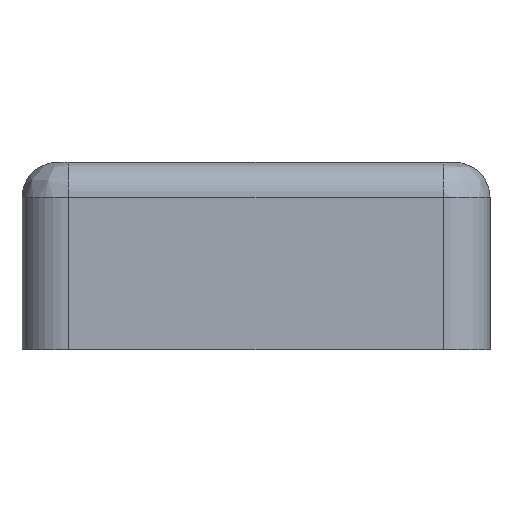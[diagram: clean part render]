
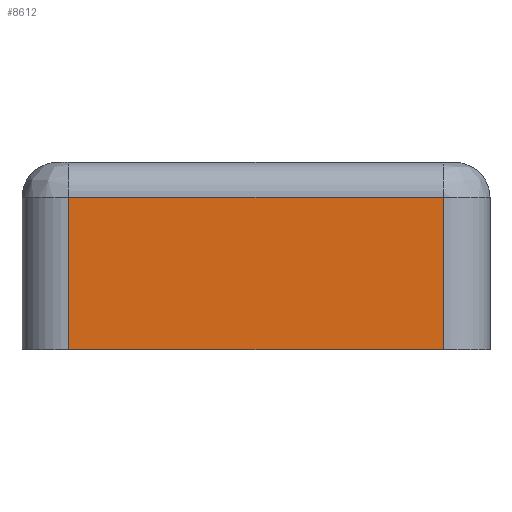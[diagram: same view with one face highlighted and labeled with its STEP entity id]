
A CAD part, front view. The second image highlights one B-rep face of the part: STEP entity #8612.
In plain terms, the highlighted planar face has unit normal (0, -1, 0).
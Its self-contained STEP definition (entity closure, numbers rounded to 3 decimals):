
#38 = LINE ( 'NONE', #3386, #6240 ) ;
#292 = DIRECTION ( 'NONE',  ( 0., 0., -1. ) ) ;
#1194 = DIRECTION ( 'NONE',  ( -1., 0., 0. ) ) ;
#1750 = CARTESIAN_POINT ( 'NONE',  ( -16., -40., 16. ) ) ;
#1972 = LINE ( 'NONE', #7272, #4330 ) ;
#2153 = CARTESIAN_POINT ( 'NONE',  ( -16., -40., 13. ) ) ;
#3386 = CARTESIAN_POINT ( 'NONE',  ( 20., -40., 13. ) ) ;
#4330 = VECTOR ( 'NONE', #292, 1000. ) ;
#4700 = CARTESIAN_POINT ( 'NONE',  ( -20., -40., 16. ) ) ;
#5183 = VECTOR ( 'NONE', #1194, 1000. ) ;
#5261 = EDGE_CURVE ( 'NONE', #7134, #13872, #6111, .T. ) ;
#5779 = CARTESIAN_POINT ( 'NONE',  ( 16., -40., 0. ) ) ;
#5845 = CARTESIAN_POINT ( 'NONE',  ( -20., -40., 0. ) ) ;
#5847 = PLANE ( 'NONE',  #12365 ) ;
#5903 = DIRECTION ( 'NONE',  ( 0., 0., 1. ) ) ;
#6111 = LINE ( 'NONE', #1750, #11949 ) ;
#6240 = VECTOR ( 'NONE', #11571, 1000. ) ;
#6421 = VERTEX_POINT ( 'NONE', #5779 ) ;
#6444 = ORIENTED_EDGE ( 'NONE', *, *, #14055, .F. ) ;
#7134 = VERTEX_POINT ( 'NONE', #8558 ) ;
#7272 = CARTESIAN_POINT ( 'NONE',  ( 16., -40., 16. ) ) ;
#8276 = LINE ( 'NONE', #5845, #5183 ) ;
#8405 = CARTESIAN_POINT ( 'NONE',  ( 16., -40., 13. ) ) ;
#8480 = EDGE_CURVE ( 'NONE', #13872, #13589, #38, .T. ) ;
#8558 = CARTESIAN_POINT ( 'NONE',  ( -16., -40., 0. ) ) ;
#8612 = ADVANCED_FACE ( 'NONE', ( #14083 ), #5847, .F. ) ;
#9475 = EDGE_CURVE ( 'NONE', #13589, #6421, #1972, .T. ) ;
#11571 = DIRECTION ( 'NONE',  ( 1., 0., 0. ) ) ;
#11949 = VECTOR ( 'NONE', #13440, 1000. ) ;
#12350 = ORIENTED_EDGE ( 'NONE', *, *, #9475, .F. ) ;
#12365 = AXIS2_PLACEMENT_3D ( 'NONE', #4700, #12877, #5903 ) ;
#12461 = ORIENTED_EDGE ( 'NONE', *, *, #5261, .F. ) ;
#12877 = DIRECTION ( 'NONE',  ( 0., 1., 0. ) ) ;
#13440 = DIRECTION ( 'NONE',  ( 0., 0., 1. ) ) ;
#13545 = EDGE_LOOP ( 'NONE', ( #14948, #12461, #6444, #12350 ) ) ;
#13589 = VERTEX_POINT ( 'NONE', #8405 ) ;
#13872 = VERTEX_POINT ( 'NONE', #2153 ) ;
#14055 = EDGE_CURVE ( 'NONE', #6421, #7134, #8276, .T. ) ;
#14083 = FACE_OUTER_BOUND ( 'NONE', #13545, .T. ) ;
#14948 = ORIENTED_EDGE ( 'NONE', *, *, #8480, .F. ) ;
